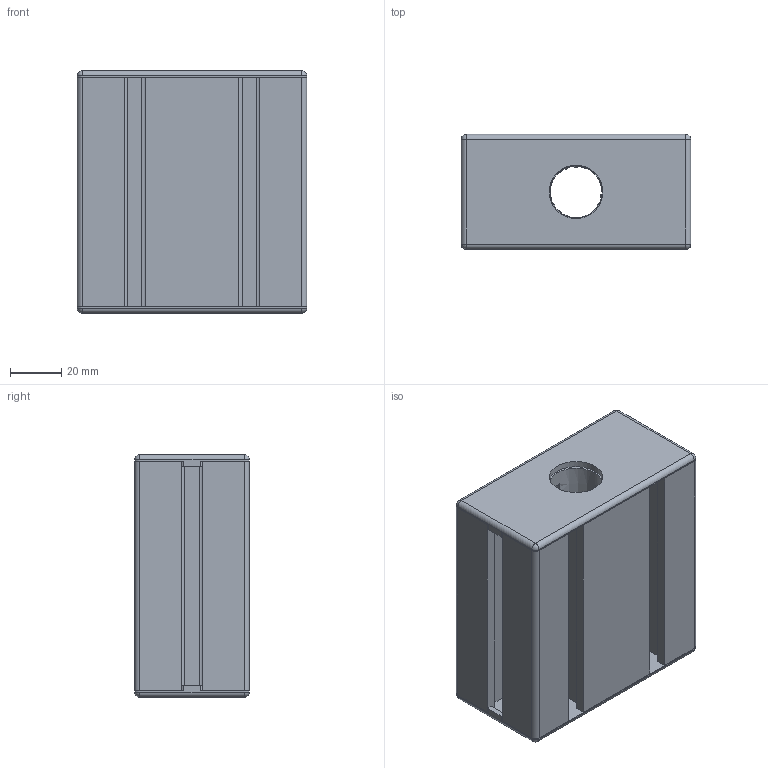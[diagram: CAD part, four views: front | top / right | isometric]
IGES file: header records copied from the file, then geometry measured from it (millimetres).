
Global section: file name: 850005.1.stp.ipt; native system: Autodesk Inventor 2014; preprocessor: unknown; author: zeman; date: 20151016.102139; units: millimetre
Bounding box: 90 x 45 x 95 mm (x, y, z)
Volume: 195584.1 mm3; surface area: 113368.7 mm2
Topology: 7 solids, 151 shells, 664 faces, 1454 edges, 946 vertices
Faces by surface type: revolution 252, plane 174, sphere 164, cylinder 52, cone 20, bspline 2
Full cylindrical faces by diameter (mm): 8 x2, 28.5 x4, 29.5 x4, 32 x6
